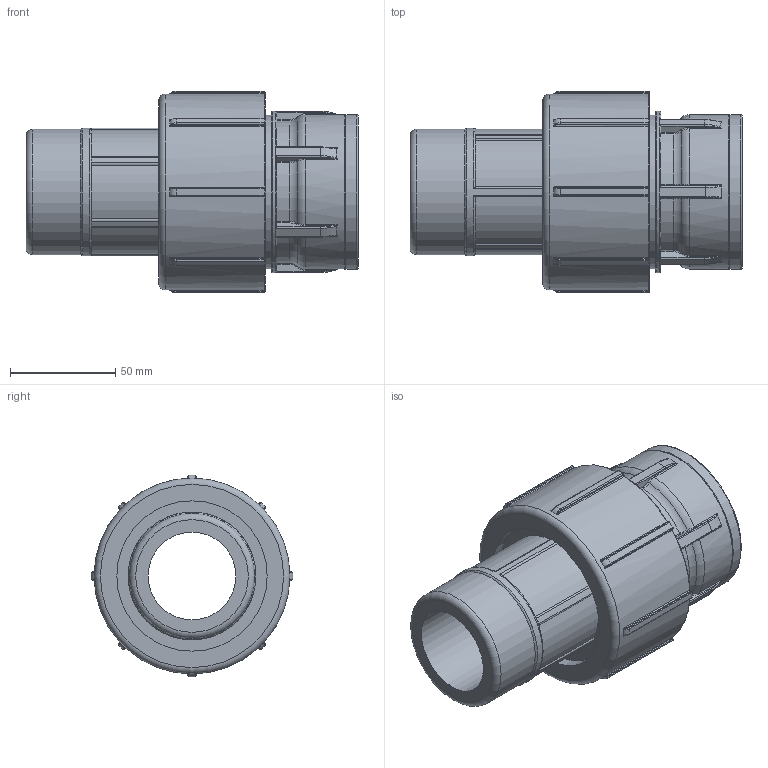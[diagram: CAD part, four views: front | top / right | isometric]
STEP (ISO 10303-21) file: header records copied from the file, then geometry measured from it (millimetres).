
FILE_DESCRIPTION(/* description */ ('PLASSON UNION MALE /FEMALE ADAPTOR 2"-2"'),/* implementation_level */ '2;1');
FILE_NAME(/* name */ '0703R60200200A.ipt.stp',/* time_stamp */ '2018-04-09T13:00:17+03:00',/* author */ ('KIM'),/* organization */ (''),/* preprocessor_version */ 'ST-DEVELOPER v15.6',/* originating_system */ 'Autodesk Inventor 2015',/* authorisation */ '');
FILE_SCHEMA (('AUTOMOTIVE_DESIGN { 1 0 10303 214 3 1 1 }'));
Length unit declared in the file: millimetre
Products named in the file (1): 0703R60200200A
Bounding box: 158 x 96 x 96 mm (x, y, z)
Volume: 451001.1 mm3; surface area: 74318.6 mm2
Topology: 1 solids, 1 shells, 363 faces, 878 edges, 522 vertices
Faces by surface type: cylinder 136, torus 74, bspline 71, plane 64, sphere 16, cone 2
Full cylindrical faces by diameter (mm): 41.73 x1, 56.656 x1, 59.614 x1, 60.806 x1, 71.537 x1, 72.96 x1, 73.653 x2, 76.8 x1, 93.12 x1
Entity records: 12499 total; most frequent: CARTESIAN_POINT 4440, ORIENTED_EDGE 1712, DIRECTION 1653, EDGE_CURVE 856, AXIS2_PLACEMENT_3D 716, VERTEX_POINT 517, CIRCLE 422, EDGE_LOOP 387
